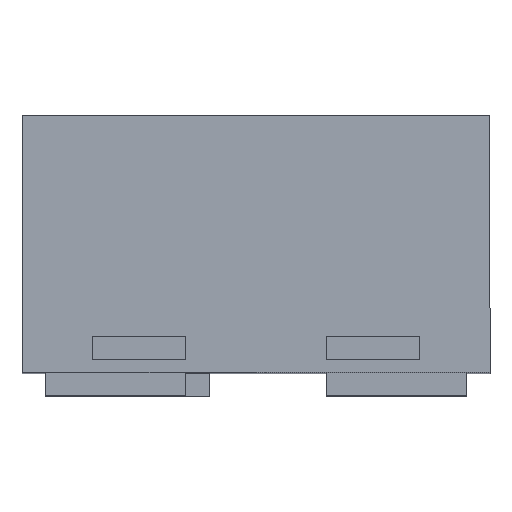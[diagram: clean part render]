
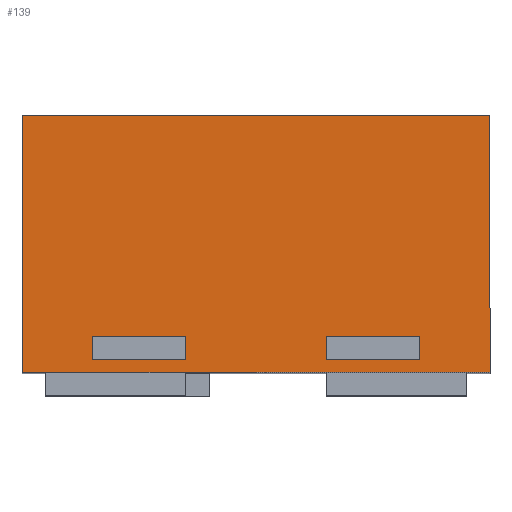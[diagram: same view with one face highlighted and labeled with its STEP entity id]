
A CAD part, top view. The second image highlights one B-rep face of the part: STEP entity #139.
In plain terms, the highlighted planar face has unit normal (0, 0, 1).
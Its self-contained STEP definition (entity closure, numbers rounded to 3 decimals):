
#20 = VECTOR ( 'NONE', #3677, 1000. ) ;
#52 = DIRECTION ( 'NONE',  ( 0., 1., 0. ) ) ;
#94 = EDGE_CURVE ( 'NONE', #1579, #1144, #4125, .T. ) ;
#116 = VERTEX_POINT ( 'NONE', #3717 ) ;
#121 = VECTOR ( 'NONE', #2882, 1000. ) ;
#139 = ADVANCED_FACE ( 'NONE', ( #1533, #4746, #2088 ), #1454, .T. ) ;
#227 = DIRECTION ( 'NONE',  ( 0., -1., 0. ) ) ;
#251 = CARTESIAN_POINT ( 'NONE',  ( -0.5, 0.077, 0.725 ) ) ;
#288 = LINE ( 'NONE', #1791, #697 ) ;
#356 = EDGE_CURVE ( 'NONE', #116, #2259, #2948, .T. ) ;
#364 = LINE ( 'NONE', #994, #121 ) ;
#403 = CARTESIAN_POINT ( 'NONE',  ( 0.35, -1.761, 0.725 ) ) ;
#421 = ORIENTED_EDGE ( 'NONE', *, *, #2831, .F. ) ;
#501 = CARTESIAN_POINT ( 'NONE',  ( 0.15, -1.761, 0.725 ) ) ;
#519 = LINE ( 'NONE', #4582, #4291 ) ;
#564 = ORIENTED_EDGE ( 'NONE', *, *, #2098, .F. ) ;
#585 = CARTESIAN_POINT ( 'NONE',  ( -0.35, -1.761, 0.725 ) ) ;
#651 = CARTESIAN_POINT ( 'NONE',  ( 0.15, 0.077, 0.725 ) ) ;
#679 = CARTESIAN_POINT ( 'NONE',  ( 0.5, -1.761, 0.725 ) ) ;
#697 = VECTOR ( 'NONE', #2129, 1000. ) ;
#713 = EDGE_CURVE ( 'NONE', #3662, #2619, #519, .T. ) ;
#810 = DIRECTION ( 'NONE',  ( 1., 0., 0. ) ) ;
#816 = EDGE_CURVE ( 'NONE', #4445, #2767, #288, .T. ) ;
#817 = VERTEX_POINT ( 'NONE', #651 ) ;
#977 = EDGE_CURVE ( 'NONE', #2259, #1579, #1386, .T. ) ;
#994 = CARTESIAN_POINT ( 'NONE',  ( -0.5, 0.05, 0.725 ) ) ;
#1058 = CARTESIAN_POINT ( 'NONE',  ( -0.5, 0.6, 0.725 ) ) ;
#1070 = EDGE_CURVE ( 'NONE', #4230, #4445, #3944, .T. ) ;
#1132 = CARTESIAN_POINT ( 'NONE',  ( 0.5, 0.05, 0.725 ) ) ;
#1144 = VERTEX_POINT ( 'NONE', #3758 ) ;
#1326 = VECTOR ( 'NONE', #52, 1000. ) ;
#1384 = AXIS2_PLACEMENT_3D ( 'NONE', #2584, #2612, #2984 ) ;
#1386 = LINE ( 'NONE', #3164, #4352 ) ;
#1454 = PLANE ( 'NONE',  #1384 ) ;
#1526 = LINE ( 'NONE', #3379, #3655 ) ;
#1533 = FACE_BOUND ( 'NONE', #3685, .T. ) ;
#1579 = VERTEX_POINT ( 'NONE', #3089 ) ;
#1774 = CARTESIAN_POINT ( 'NONE',  ( -0.35, 0.077, 0.725 ) ) ;
#1791 = CARTESIAN_POINT ( 'NONE',  ( -0.5, 0.127, 0.725 ) ) ;
#1856 = VECTOR ( 'NONE', #810, 1000. ) ;
#1916 = DIRECTION ( 'NONE',  ( -1., 0., 0. ) ) ;
#1956 = ORIENTED_EDGE ( 'NONE', *, *, #977, .F. ) ;
#1969 = EDGE_CURVE ( 'NONE', #3815, #2619, #2509, .T. ) ;
#1972 = CARTESIAN_POINT ( 'NONE',  ( 0.35, 0.077, 0.725 ) ) ;
#2029 = CARTESIAN_POINT ( 'NONE',  ( -0.5, 0.05, 0.725 ) ) ;
#2057 = CARTESIAN_POINT ( 'NONE',  ( 0.35, 0.127, 0.725 ) ) ;
#2088 = FACE_OUTER_BOUND ( 'NONE', #4021, .T. ) ;
#2098 = EDGE_CURVE ( 'NONE', #2767, #817, #3478, .T. ) ;
#2122 = CARTESIAN_POINT ( 'NONE',  ( 0.15, 0.127, 0.725 ) ) ;
#2129 = DIRECTION ( 'NONE',  ( -1., 0., 0. ) ) ;
#2259 = VERTEX_POINT ( 'NONE', #1774 ) ;
#2427 = EDGE_LOOP ( 'NONE', ( #2483, #3292, #4330, #564 ) ) ;
#2483 = ORIENTED_EDGE ( 'NONE', *, *, #816, .F. ) ;
#2506 = ORIENTED_EDGE ( 'NONE', *, *, #94, .F. ) ;
#2509 = LINE ( 'NONE', #679, #20 ) ;
#2584 = CARTESIAN_POINT ( 'NONE',  ( -0.5, -1.761, 0.725 ) ) ;
#2612 = DIRECTION ( 'NONE',  ( 0., 0., 1. ) ) ;
#2619 = VERTEX_POINT ( 'NONE', #3468 ) ;
#2767 = VERTEX_POINT ( 'NONE', #2122 ) ;
#2831 = EDGE_CURVE ( 'NONE', #3815, #4506, #364, .T. ) ;
#2839 = EDGE_CURVE ( 'NONE', #817, #4230, #4495, .T. ) ;
#2868 = ORIENTED_EDGE ( 'NONE', *, *, #1969, .T. ) ;
#2882 = DIRECTION ( 'NONE',  ( -1., 0., 0. ) ) ;
#2948 = LINE ( 'NONE', #585, #4759 ) ;
#2983 = VECTOR ( 'NONE', #4354, 1000. ) ;
#2984 = DIRECTION ( 'NONE',  ( 1., 0., 0. ) ) ;
#3089 = CARTESIAN_POINT ( 'NONE',  ( -0.15, 0.077, 0.725 ) ) ;
#3164 = CARTESIAN_POINT ( 'NONE',  ( -0.5, 0.077, 0.725 ) ) ;
#3268 = VECTOR ( 'NONE', #3298, 1000. ) ;
#3292 = ORIENTED_EDGE ( 'NONE', *, *, #1070, .F. ) ;
#3298 = DIRECTION ( 'NONE',  ( 0., 1., 0. ) ) ;
#3311 = EDGE_CURVE ( 'NONE', #4506, #3662, #4131, .T. ) ;
#3379 = CARTESIAN_POINT ( 'NONE',  ( -0.5, 0.127, 0.725 ) ) ;
#3468 = CARTESIAN_POINT ( 'NONE',  ( 0.5, 0.6, 0.725 ) ) ;
#3478 = LINE ( 'NONE', #501, #4219 ) ;
#3566 = DIRECTION ( 'NONE',  ( 1., 0., 0. ) ) ;
#3655 = VECTOR ( 'NONE', #1916, 1000. ) ;
#3662 = VERTEX_POINT ( 'NONE', #1058 ) ;
#3677 = DIRECTION ( 'NONE',  ( 0., 1., 0. ) ) ;
#3685 = EDGE_LOOP ( 'NONE', ( #2506, #1956, #4626, #4031 ) ) ;
#3717 = CARTESIAN_POINT ( 'NONE',  ( -0.35, 0.127, 0.725 ) ) ;
#3721 = ORIENTED_EDGE ( 'NONE', *, *, #3311, .F. ) ;
#3758 = CARTESIAN_POINT ( 'NONE',  ( -0.15, 0.127, 0.725 ) ) ;
#3815 = VERTEX_POINT ( 'NONE', #1132 ) ;
#3937 = ORIENTED_EDGE ( 'NONE', *, *, #713, .F. ) ;
#3944 = LINE ( 'NONE', #403, #2983 ) ;
#4021 = EDGE_LOOP ( 'NONE', ( #421, #2868, #3937, #3721 ) ) ;
#4031 = ORIENTED_EDGE ( 'NONE', *, *, #4745, .F. ) ;
#4125 = LINE ( 'NONE', #4432, #3268 ) ;
#4131 = LINE ( 'NONE', #4430, #1326 ) ;
#4219 = VECTOR ( 'NONE', #4743, 1000. ) ;
#4230 = VERTEX_POINT ( 'NONE', #1972 ) ;
#4291 = VECTOR ( 'NONE', #3566, 1000. ) ;
#4296 = DIRECTION ( 'NONE',  ( 1., 0., 0. ) ) ;
#4330 = ORIENTED_EDGE ( 'NONE', *, *, #2839, .F. ) ;
#4352 = VECTOR ( 'NONE', #4296, 1000. ) ;
#4354 = DIRECTION ( 'NONE',  ( 0., 1., 0. ) ) ;
#4430 = CARTESIAN_POINT ( 'NONE',  ( -0.5, -1.761, 0.725 ) ) ;
#4432 = CARTESIAN_POINT ( 'NONE',  ( -0.15, -1.761, 0.725 ) ) ;
#4445 = VERTEX_POINT ( 'NONE', #2057 ) ;
#4495 = LINE ( 'NONE', #251, #1856 ) ;
#4506 = VERTEX_POINT ( 'NONE', #2029 ) ;
#4582 = CARTESIAN_POINT ( 'NONE',  ( -0.5, 0.6, 0.725 ) ) ;
#4626 = ORIENTED_EDGE ( 'NONE', *, *, #356, .F. ) ;
#4743 = DIRECTION ( 'NONE',  ( 0., -1., 0. ) ) ;
#4745 = EDGE_CURVE ( 'NONE', #1144, #116, #1526, .T. ) ;
#4746 = FACE_BOUND ( 'NONE', #2427, .T. ) ;
#4759 = VECTOR ( 'NONE', #227, 1000. ) ;
